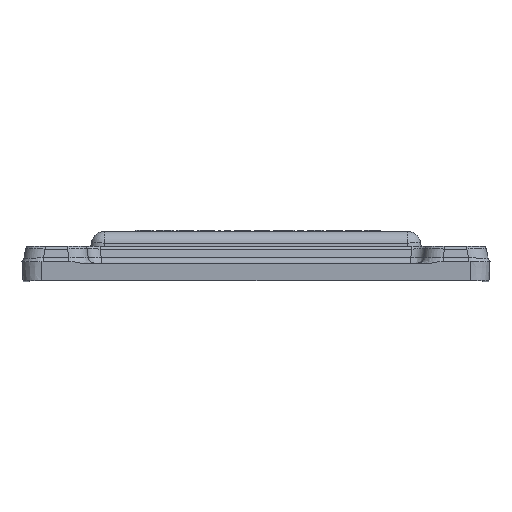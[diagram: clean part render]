
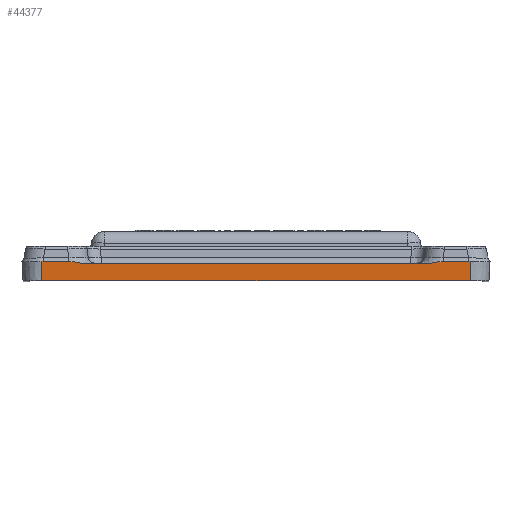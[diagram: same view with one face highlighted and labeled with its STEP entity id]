
A CAD part, front view. The second image highlights one B-rep face of the part: STEP entity #44377.
In plain terms, the highlighted planar face has unit normal (0, -0.999, -0.052).
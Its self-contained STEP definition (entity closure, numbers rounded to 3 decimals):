
#554=DIRECTION('',(-1.,0.,0.));
#555=VECTOR('',#554,65.498);
#556=CARTESIAN_POINT('',(-15.508,-86.359,-4.142));
#557=LINE('',#556,#555);
#8533=CARTESIAN_POINT('',(-81.007,-86.512,
-1.225));
#8534=CARTESIAN_POINT('',(-80.979,-86.512,
-1.223));
#8535=CARTESIAN_POINT('',(-80.923,-86.512,
-1.22));
#8536=CARTESIAN_POINT('',(-80.839,-86.512,
-1.217));
#8537=CARTESIAN_POINT('',(-80.783,-86.512,
-1.217));
#8538=CARTESIAN_POINT('',(-80.754,-86.512,
-1.217));
#8562=DIRECTION('',(1.,0.,0.));
#8563=VECTOR('',#8562,3.895);
#8564=CARTESIAN_POINT('',(-80.754,-86.512,
-1.217));
#8565=LINE('',#8564,#8563);
#8570=CARTESIAN_POINT('',(-76.86,-86.512,
-1.217));
#8571=CARTESIAN_POINT('',(-76.616,-86.512,
-1.217));
#8572=CARTESIAN_POINT('',(-76.123,-86.509,
-1.27));
#8573=CARTESIAN_POINT('',(-75.375,-86.501,
-1.427));
#8574=CARTESIAN_POINT('',(-74.858,-86.498,
-1.492));
#8575=CARTESIAN_POINT('',(-74.595,-86.498,
-1.492));
#8597=DIRECTION('',(-1.,0.,0.));
#8598=VECTOR('',#8597,52.676);
#8599=CARTESIAN_POINT('',(-21.92,-86.498,
-1.492));
#8600=LINE('',#8599,#8598);
#8606=CARTESIAN_POINT('',(-21.92,-86.498,
-1.492));
#8607=CARTESIAN_POINT('',(-21.654,-86.498,
-1.492));
#8608=CARTESIAN_POINT('',(-21.135,-86.501,
-1.426));
#8609=CARTESIAN_POINT('',(-20.385,-86.509,
-1.27));
#8610=CARTESIAN_POINT('',(-19.897,-86.512,
-1.217));
#8611=CARTESIAN_POINT('',(-19.655,-86.512,
-1.217));
#8628=DIRECTION('',(1.,0.,0.));
#8629=VECTOR('',#8628,3.895);
#8630=CARTESIAN_POINT('',(-19.655,-86.512,
-1.217));
#8631=LINE('',#8630,#8629);
#8658=CARTESIAN_POINT('',(-15.761,-86.512,
-1.217));
#8659=CARTESIAN_POINT('',(-15.732,-86.512,
-1.217));
#8660=CARTESIAN_POINT('',(-15.676,-86.512,
-1.217));
#8661=CARTESIAN_POINT('',(-15.592,-86.512,
-1.22));
#8662=CARTESIAN_POINT('',(-15.536,-86.512,
-1.223));
#8663=CARTESIAN_POINT('',(-15.508,-86.512,
-1.225));
#8931=DIRECTION('',(0.,0.052,-0.999));
#8932=VECTOR('',#8931,2.921);
#8933=CARTESIAN_POINT('',(-15.508,-86.512,
-1.225));
#8934=LINE('',#8933,#8932);
#9031=DIRECTION('',(0.,-0.052,0.999));
#9032=VECTOR('',#9031,2.921);
#9033=CARTESIAN_POINT('',(-81.007,-86.359,-4.142));
#9034=LINE('',#9033,#9032);
#20984=CARTESIAN_POINT('',(-81.007,-86.359,-4.142));
#20986=VERTEX_POINT('',#20984);
#20994=CARTESIAN_POINT('',(-15.508,-86.359,-4.142));
#20995=VERTEX_POINT('',#20994);
#21015=CARTESIAN_POINT('',(-81.007,-86.512,
-1.225));
#21016=VERTEX_POINT('',#21015);
#21034=CARTESIAN_POINT('',(-80.754,-86.512,
-1.217));
#21036=VERTEX_POINT('',#21034);
#21040=CARTESIAN_POINT('',(-76.86,-86.512,
-1.217));
#21042=VERTEX_POINT('',#21040);
#21043=VERTEX_POINT('',#8575);
#21047=VERTEX_POINT('',#8606);
#21048=VERTEX_POINT('',#8611);
#21049=CARTESIAN_POINT('',(-15.508,-86.512,
-1.225));
#21050=VERTEX_POINT('',#21049);
#21051=VERTEX_POINT('',#8658);
#44354=CARTESIAN_POINT('',(-8.905,-86.498,-1.493));
#44355=DIRECTION('',(0.,0.999,0.052));
#44356=DIRECTION('',(-1.,0.,0.));
#44357=AXIS2_PLACEMENT_3D('',#44354,#44355,#44356);
#44358=PLANE('',#44357);
#44360=ORIENTED_EDGE('',*,*,#44359,.T.);
#44362=ORIENTED_EDGE('',*,*,#44361,.T.);
#44364=ORIENTED_EDGE('',*,*,#44363,.T.);
#44366=ORIENTED_EDGE('',*,*,#44365,.T.);
#44367=ORIENTED_EDGE('',*,*,#23935,.T.);
#44369=ORIENTED_EDGE('',*,*,#44368,.T.);
#44370=ORIENTED_EDGE('',*,*,#44278,.T.);
#44371=ORIENTED_EDGE('',*,*,#44295,.T.);
#44372=ORIENTED_EDGE('',*,*,#44343,.T.);
#44374=ORIENTED_EDGE('',*,*,#44373,.F.);
#44375=EDGE_LOOP('',(#44360,#44362,#44364,#44366,#44367,#44369,#44370,#44371,
#44372,#44374));
#44376=FACE_OUTER_BOUND('',#44375,.F.);
#44377=ADVANCED_FACE('',(#44376),#44358,.F.);
#8539=B_SPLINE_CURVE_WITH_KNOTS('',3,(#8533,#8534,#8535,#8536,#8537,#8538),
.UNSPECIFIED.,.F.,.F.,(4,1,1,4),(0.,0.333,0.667,1.),
.UNSPECIFIED.);
#8576=B_SPLINE_CURVE_WITH_KNOTS('',3,(#8570,#8571,#8572,#8573,#8574,#8575),
.UNSPECIFIED.,.F.,.F.,(4,1,1,4),(0.,0.333,0.667,1.),
.UNSPECIFIED.);
#8612=B_SPLINE_CURVE_WITH_KNOTS('',3,(#8606,#8607,#8608,#8609,#8610,#8611),
.UNSPECIFIED.,.F.,.F.,(4,1,1,4),(0.,0.333,0.667,1.),
.UNSPECIFIED.);
#8664=B_SPLINE_CURVE_WITH_KNOTS('',3,(#8658,#8659,#8660,#8661,#8662,#8663),
.UNSPECIFIED.,.F.,.F.,(4,1,1,4),(0.,0.333,0.667,1.),
.UNSPECIFIED.);
#23935=EDGE_CURVE('',#20995,#20986,#557,.T.);
#44278=EDGE_CURVE('',#21016,#21036,#8539,.T.);
#44295=EDGE_CURVE('',#21036,#21042,#8565,.T.);
#44343=EDGE_CURVE('',#21042,#21043,#8576,.T.);
#44359=EDGE_CURVE('',#21047,#21048,#8612,.T.);
#44361=EDGE_CURVE('',#21048,#21051,#8631,.T.);
#44363=EDGE_CURVE('',#21051,#21050,#8664,.T.);
#44365=EDGE_CURVE('',#21050,#20995,#8934,.T.);
#44368=EDGE_CURVE('',#20986,#21016,#9034,.T.);
#44373=EDGE_CURVE('',#21047,#21043,#8600,.T.);
